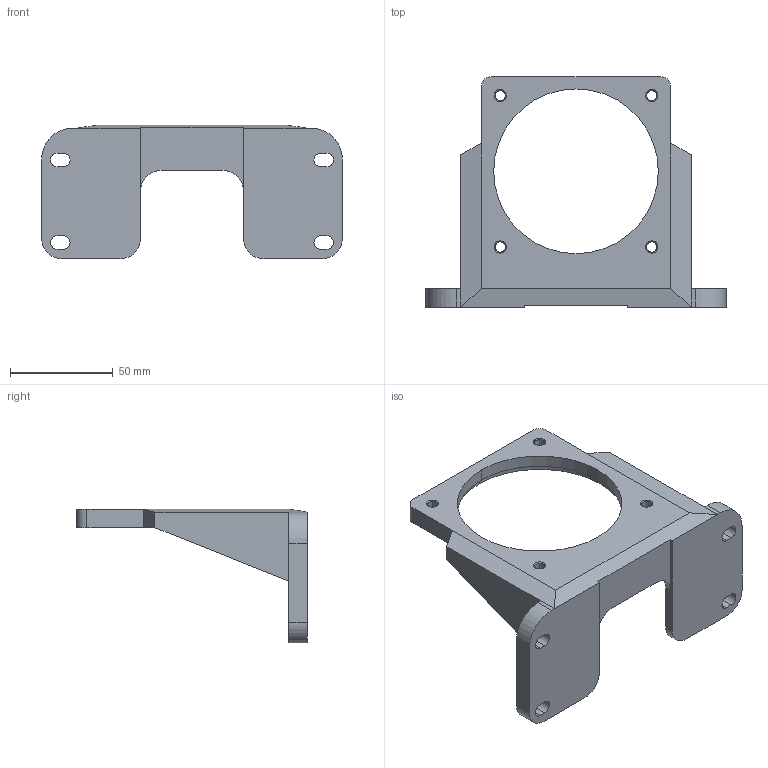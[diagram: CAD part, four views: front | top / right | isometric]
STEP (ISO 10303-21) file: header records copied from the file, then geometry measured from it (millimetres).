
FILE_DESCRIPTION( ( '' ), '1' );
FILE_NAME( 'g9bfm.stp', '2008-05-14T00:24:04', ( '' ), ( '' ), ' ', ' ', ' ' );
FILE_SCHEMA( ( 'CONFIG_CONTROL_DESIGN' ) );
Length unit declared in the file: millimetre
Products named in the file (1): 1
Bounding box: 146 x 112 x 65 mm (x, y, z)
Volume: 115240.1 mm3; surface area: 37407.9 mm2
Topology: 1 solids, 1 shells, 88 faces, 229 edges, 144 vertices
Faces by surface type: plane 42, cylinder 30, cone 16
Entity records: 2761 total; most frequent: DIRECTION 483, CARTESIAN_POINT 462, ORIENTED_EDGE 458, EDGE_CURVE 229, AXIS2_PLACEMENT_3D 165, LINE 153, VECTOR 153, VERTEX_POINT 144
